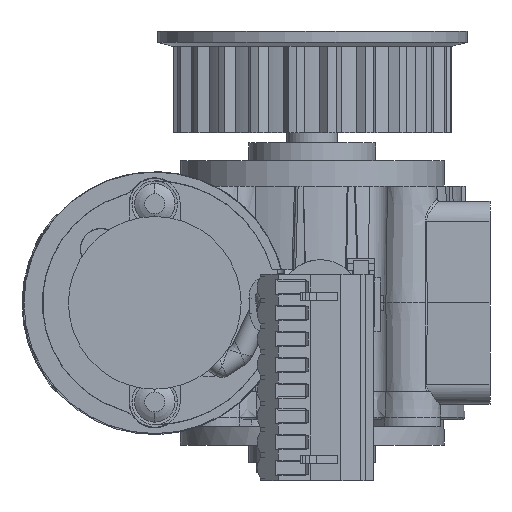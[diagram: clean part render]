
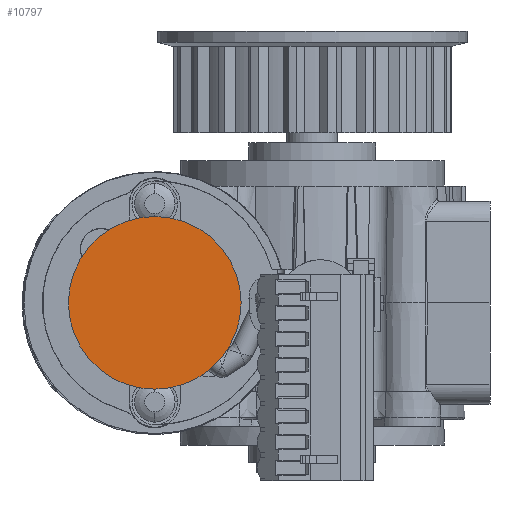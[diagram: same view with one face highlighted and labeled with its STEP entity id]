
A CAD part, left-side view. The second image highlights one B-rep face of the part: STEP entity #10797.
In plain terms, the highlighted planar face has unit normal (-1, 0, 0).
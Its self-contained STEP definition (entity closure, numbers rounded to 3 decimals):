
#9875=CIRCLE('',#34073,17.);
#10797=ADVANCED_FACE('',(#12779),#12208,.T.);
#12208=PLANE('',#34074);
#12779=FACE_OUTER_BOUND('',#14070,.T.);
#14070=EDGE_LOOP('',(#19461));
#19461=ORIENTED_EDGE('',*,*,#28967,.T.);
#26621=VERTEX_POINT('',#42652);
#28967=EDGE_CURVE('',#26621,#26621,#9875,.T.);
#34073=AXIS2_PLACEMENT_3D('',#42651,#36280,#36281);
#34074=AXIS2_PLACEMENT_3D('',#42653,#36282,#36283);
#36280=DIRECTION('',(-1.,0.,0.));
#36281=DIRECTION('',(0.,1.,0.));
#36282=DIRECTION('',(-1.,0.,0.));
#36283=DIRECTION('',(0.,-1.,0.));
#42651=CARTESIAN_POINT('',(-164.1,31.,0.));
#42652=CARTESIAN_POINT('',(-164.1,48.,0.));
#42653=CARTESIAN_POINT('',(-164.1,31.,0.));
